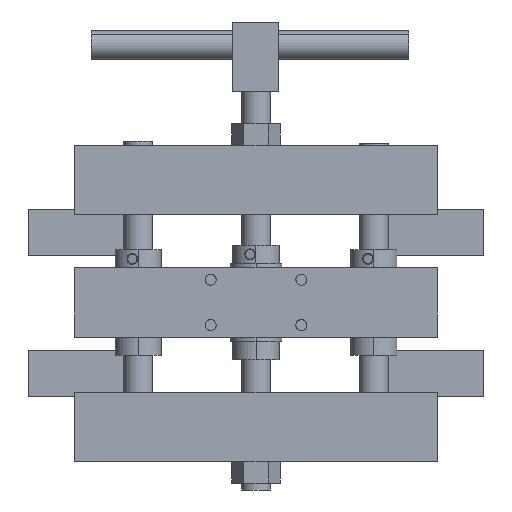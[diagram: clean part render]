
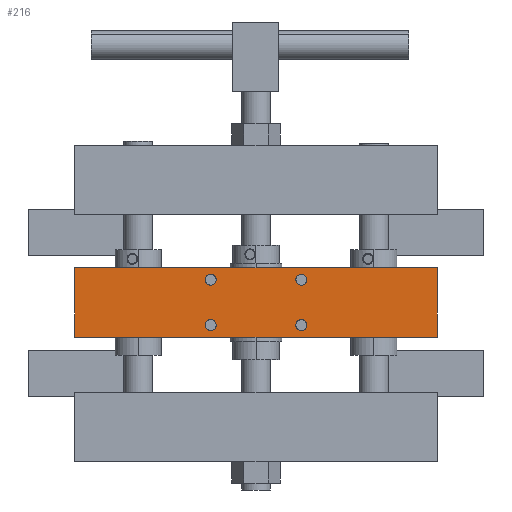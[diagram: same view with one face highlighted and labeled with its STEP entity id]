
A CAD part, front view. The second image highlights one B-rep face of the part: STEP entity #216.
In plain terms, the highlighted planar face has unit normal (0, -1, 0).
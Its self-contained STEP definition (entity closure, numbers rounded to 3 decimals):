
#23 = EDGE_LOOP ( 'NONE', ( #6271, #6272 ) ) ;
#40 = EDGE_LOOP ( 'NONE', ( #6273, #6274 ) ) ;
#41 = EDGE_LOOP ( 'NONE', ( #6275, #6276 ) ) ;
#42 = EDGE_LOOP ( 'NONE', ( #6277, #6278 ) ) ;
#43 = EDGE_LOOP ( 'NONE', ( #6279, #6280, #6281, #6282 ) ) ;
#216 = ADVANCED_FACE ( 'NONE', ( #6104, #6102, #6106, #6108, #6097 ), #4994, .T. ) ;
#2388 = CARTESIAN_POINT ( 'NONE',  ( 150., 0., -57. ) ) ;
#2392 = CARTESIAN_POINT ( 'NONE',  ( 150., 0., -69. ) ) ;
#2395 = CARTESIAN_POINT ( 'NONE',  ( 250., 0., -19. ) ) ;
#2396 = CARTESIAN_POINT ( 'NONE',  ( 250., 0., -7. ) ) ;
#2399 = CARTESIAN_POINT ( 'NONE',  ( 150., 0., -19. ) ) ;
#2400 = CARTESIAN_POINT ( 'NONE',  ( 150., 0., -7. ) ) ;
#2401 = CARTESIAN_POINT ( 'NONE',  ( 400., 0., -76.2 ) ) ;
#2403 = CARTESIAN_POINT ( 'NONE',  ( 250., 0., -69. ) ) ;
#2404 = CARTESIAN_POINT ( 'NONE',  ( 250., 0., -57. ) ) ;
#2407 = CARTESIAN_POINT ( 'NONE',  ( 0., 0., -76.2 ) ) ;
#2408 = CARTESIAN_POINT ( 'NONE',  ( 0., 0., 0. ) ) ;
#2411 = CARTESIAN_POINT ( 'NONE',  ( 400., 0., 0. ) ) ;
#2549 = CARTESIAN_POINT ( 'NONE',  ( 0., 0., -76.2 ) ) ;
#2561 = DIRECTION ( 'NONE',  ( -1., 0., 0. ) ) ;
#3061 = CARTESIAN_POINT ( 'NONE',  ( 150., 0., -63. ) ) ;
#3063 = DIRECTION ( 'NONE',  ( 0., 1., 0. ) ) ;
#3064 = DIRECTION ( 'NONE',  ( 0., 0., 1. ) ) ;
#3071 = CARTESIAN_POINT ( 'NONE',  ( 250., 0., -13. ) ) ;
#3073 = DIRECTION ( 'NONE',  ( 0., 1., 0. ) ) ;
#3074 = DIRECTION ( 'NONE',  ( 0., 0., 1. ) ) ;
#3080 = CARTESIAN_POINT ( 'NONE',  ( 150., 0., -13. ) ) ;
#3082 = DIRECTION ( 'NONE',  ( 0., 1., 0. ) ) ;
#3083 = DIRECTION ( 'NONE',  ( 0., 0., 1. ) ) ;
#3084 = CARTESIAN_POINT ( 'NONE',  ( 0., 0., 0. ) ) ;
#3088 = DIRECTION ( 'NONE',  ( 1., 0., 0. ) ) ;
#3089 = CARTESIAN_POINT ( 'NONE',  ( 250., 0., -63. ) ) ;
#3091 = DIRECTION ( 'NONE',  ( 0., 1., 0. ) ) ;
#3092 = DIRECTION ( 'NONE',  ( 0., 0., 1. ) ) ;
#3099 = CARTESIAN_POINT ( 'NONE',  ( 0., 0., 0. ) ) ;
#3100 = DIRECTION ( 'NONE',  ( 0., 0., 1. ) ) ;
#3124 = CARTESIAN_POINT ( 'NONE',  ( 400., 0., 0. ) ) ;
#3125 = DIRECTION ( 'NONE',  ( 0., 0., -1. ) ) ;
#3138 = CARTESIAN_POINT ( 'NONE',  ( 250., 0., -63. ) ) ;
#3145 = DIRECTION ( 'NONE',  ( 0., 1., 0. ) ) ;
#3146 = DIRECTION ( 'NONE',  ( 0., 0., 1. ) ) ;
#3152 = CARTESIAN_POINT ( 'NONE',  ( 150., 0., -63. ) ) ;
#3154 = CARTESIAN_POINT ( 'NONE',  ( 150., 0., -13. ) ) ;
#3155 = CARTESIAN_POINT ( 'NONE',  ( 250., 0., -13. ) ) ;
#3156 = DIRECTION ( 'NONE',  ( 0., 1., 0. ) ) ;
#3157 = DIRECTION ( 'NONE',  ( 0., 0., 1. ) ) ;
#3159 = DIRECTION ( 'NONE',  ( 0., 1., 0. ) ) ;
#3160 = DIRECTION ( 'NONE',  ( 0., 0., 1. ) ) ;
#3162 = DIRECTION ( 'NONE',  ( 0., 1., 0. ) ) ;
#3163 = DIRECTION ( 'NONE',  ( 0., 0., 1. ) ) ;
#4695 = VERTEX_POINT ( 'NONE', #2388 ) ;
#4699 = VERTEX_POINT ( 'NONE', #2392 ) ;
#4702 = VERTEX_POINT ( 'NONE', #2395 ) ;
#4703 = VERTEX_POINT ( 'NONE', #2396 ) ;
#4706 = VERTEX_POINT ( 'NONE', #2399 ) ;
#4707 = VERTEX_POINT ( 'NONE', #2400 ) ;
#4708 = VERTEX_POINT ( 'NONE', #2401 ) ;
#4710 = VERTEX_POINT ( 'NONE', #2403 ) ;
#4711 = VERTEX_POINT ( 'NONE', #2404 ) ;
#4714 = VERTEX_POINT ( 'NONE', #2407 ) ;
#4715 = VERTEX_POINT ( 'NONE', #2408 ) ;
#4718 = VERTEX_POINT ( 'NONE', #2411 ) ;
#4994 = PLANE ( 'NONE',  #5918 ) ;
#4999 = CARTESIAN_POINT ( 'NONE',  ( 0., 0., -76.2 ) ) ;
#5001 = DIRECTION ( 'NONE',  ( 0., -1., 0. ) ) ;
#5002 = DIRECTION ( 'NONE',  ( 0., 0., -1. ) ) ;
#5116 = CIRCLE ( 'NONE', #5200, 6. ) ;
#5122 = CIRCLE ( 'NONE', #5202, 6. ) ;
#5126 = LINE ( 'NONE', #3084, #5130 ) ;
#5129 = CIRCLE ( 'NONE', #5201, 6. ) ;
#5130 = VECTOR ( 'NONE', #3088, 1000. ) ;
#5136 = CIRCLE ( 'NONE', #5203, 6. ) ;
#5141 = LINE ( 'NONE', #3099, #5142 ) ;
#5142 = VECTOR ( 'NONE', #3100, 1000. ) ;
#5155 = LINE ( 'NONE', #3124, #5156 ) ;
#5156 = VECTOR ( 'NONE', #3125, 1000. ) ;
#5164 = CIRCLE ( 'NONE', #5214, 6. ) ;
#5169 = CIRCLE ( 'NONE', #5217, 6. ) ;
#5171 = CIRCLE ( 'NONE', #5205, 6. ) ;
#5173 = CIRCLE ( 'NONE', #5219, 6. ) ;
#5200 = AXIS2_PLACEMENT_3D ( 'NONE', #3061, #3063, #3064 ) ;
#5201 = AXIS2_PLACEMENT_3D ( 'NONE', #3080, #3082, #3083 ) ;
#5202 = AXIS2_PLACEMENT_3D ( 'NONE', #3071, #3073, #3074 ) ;
#5203 = AXIS2_PLACEMENT_3D ( 'NONE', #3089, #3091, #3092 ) ;
#5205 = AXIS2_PLACEMENT_3D ( 'NONE', #3152, #3159, #3160 ) ;
#5214 = AXIS2_PLACEMENT_3D ( 'NONE', #3138, #3145, #3146 ) ;
#5217 = AXIS2_PLACEMENT_3D ( 'NONE', #3154, #3156, #3157 ) ;
#5219 = AXIS2_PLACEMENT_3D ( 'NONE', #3155, #3162, #3163 ) ;
#5468 = EDGE_CURVE ( 'NONE', #4708, #4714, #5683, .T. ) ;
#5683 = LINE ( 'NONE', #2549, #5685 ) ;
#5685 = VECTOR ( 'NONE', #2561, 1000. ) ;
#5798 = EDGE_CURVE ( 'NONE', #4699, #4695, #5116, .T. ) ;
#5802 = EDGE_CURVE ( 'NONE', #4702, #4703, #5122, .T. ) ;
#5806 = EDGE_CURVE ( 'NONE', #4706, #4707, #5129, .T. ) ;
#5808 = EDGE_CURVE ( 'NONE', #4715, #4718, #5126, .T. ) ;
#5810 = EDGE_CURVE ( 'NONE', #4710, #4711, #5136, .T. ) ;
#5814 = EDGE_CURVE ( 'NONE', #4714, #4715, #5141, .T. ) ;
#5824 = EDGE_CURVE ( 'NONE', #4718, #4708, #5155, .T. ) ;
#5831 = EDGE_CURVE ( 'NONE', #4711, #4710, #5164, .T. ) ;
#5835 = EDGE_CURVE ( 'NONE', #4707, #4706, #5169, .T. ) ;
#5836 = EDGE_CURVE ( 'NONE', #4695, #4699, #5171, .T. ) ;
#5837 = EDGE_CURVE ( 'NONE', #4703, #4702, #5173, .T. ) ;
#5918 = AXIS2_PLACEMENT_3D ( 'NONE', #4999, #5001, #5002 ) ;
#6097 = FACE_OUTER_BOUND ( 'NONE', #43, .T. ) ;
#6102 = FACE_BOUND ( 'NONE', #40, .T. ) ;
#6104 = FACE_BOUND ( 'NONE', #23, .T. ) ;
#6106 = FACE_BOUND ( 'NONE', #41, .T. ) ;
#6108 = FACE_BOUND ( 'NONE', #42, .T. ) ;
#6271 = ORIENTED_EDGE ( 'NONE', *, *, #5836, .T. ) ;
#6272 = ORIENTED_EDGE ( 'NONE', *, *, #5798, .T. ) ;
#6273 = ORIENTED_EDGE ( 'NONE', *, *, #5837, .T. ) ;
#6274 = ORIENTED_EDGE ( 'NONE', *, *, #5802, .T. ) ;
#6275 = ORIENTED_EDGE ( 'NONE', *, *, #5835, .T. ) ;
#6276 = ORIENTED_EDGE ( 'NONE', *, *, #5806, .T. ) ;
#6277 = ORIENTED_EDGE ( 'NONE', *, *, #5831, .T. ) ;
#6278 = ORIENTED_EDGE ( 'NONE', *, *, #5810, .T. ) ;
#6279 = ORIENTED_EDGE ( 'NONE', *, *, #5814, .F. ) ;
#6280 = ORIENTED_EDGE ( 'NONE', *, *, #5468, .F. ) ;
#6281 = ORIENTED_EDGE ( 'NONE', *, *, #5824, .F. ) ;
#6282 = ORIENTED_EDGE ( 'NONE', *, *, #5808, .F. ) ;
